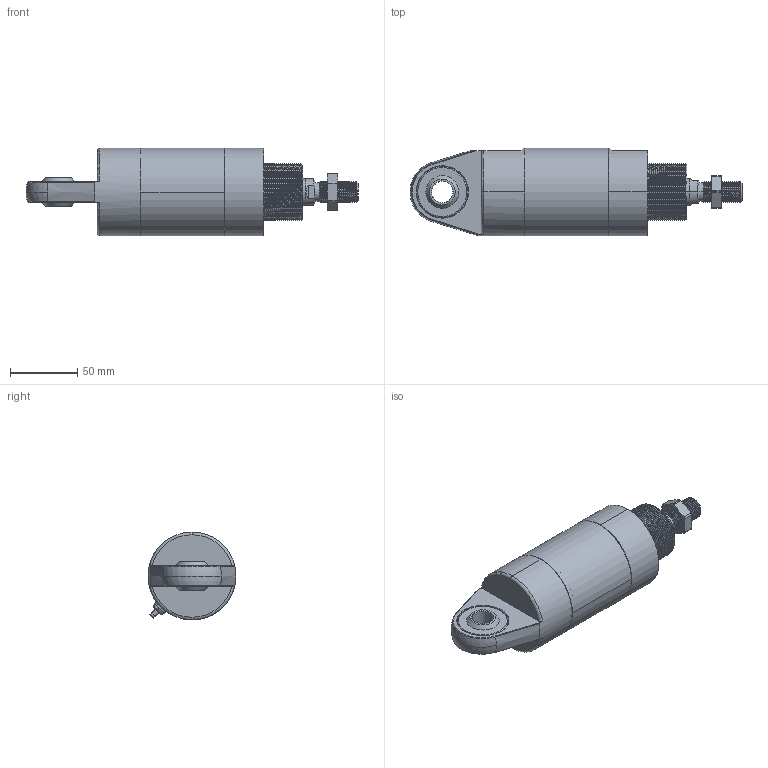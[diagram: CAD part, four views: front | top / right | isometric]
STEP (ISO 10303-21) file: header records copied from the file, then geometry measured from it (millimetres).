
FILE_DESCRIPTION (( 'STEP AP214' ), '1' );
FILE_NAME ('U063 0000 0924.STEP', '2021-05-05T08:41:50', ( '' ), ( '' ), 'SwSTEP 2.0', 'SolidWorks 2019', '' );
FILE_SCHEMA (( 'AUTOMOTIVE_DESIGN' ));
Length unit declared in the file: millimetre
Products named in the file (20): 9020-34_9020-34-0; Oring_ORING 03,80 X 1,25; Oring_ORING 56,87 X 1,78; Bremseskrue 63-125; Stempeltætning_E46353N3578; 1063-24; 9041-01; 9063-36JB2_9063-36JB2; Stempelstangsmøtrik_U1905930; 1063-09; 9040-01; U063 0000 0924; Afstryger (32-125)_407287; Bremsepakning_PP2533N3589; 9063-35-R_1063-35-0; Leje_PAP2015P11; Magnet_9363; Bolt-DIN912_M12x55; glrsw16
Assembly tree (26 placements, depth 3):
  U063 0000 0924
    1063-09
    1063-24
    9020-34_9020-34-0
    9063-35-R_1063-35-0
    Bremseskrue 63-125
      9040-01
      9041-01
      Oring_ORING 03,80 X 1,25
    Bremseskrue 63-125
      9040-01
      9041-01
      Oring_ORING 03,80 X 1,25
    Afstryger (32-125)_407287
    glrsw16
    9063-36JB2_9063-36JB2  x2
    Bremsepakning_PP2533N3589  x2
    Stempeltætning_E46353N3578  x2
    Leje_PAP2015P11
    Magnet_9363
    Bolt-DIN912_M12x55
    Oring_ORING 56,87 X 1,78  x2
    Stempelstangsmøtrik_U1905930
Bounding box: 247 x 65.4 x 65.4 mm (x, y, z)
Volume: 464541.4 mm3; surface area: 158511.5 mm2
Topology: 24 solids, 24 shells, 779 faces, 1828 edges, 1143 vertices
Faces by surface type: cylinder 347, plane 182, cone 151, torus 75, bspline 22, sphere 2
Entity records: 38933 total; most frequent: CARTESIAN_POINT 24044, ORIENTED_EDGE 2992, DIRECTION 2844, EDGE_CURVE 1496, AXIS2_PLACEMENT_3D 1171, VERTEX_POINT 942, EDGE_LOOP 710, FACE_OUTER_BOUND 629
